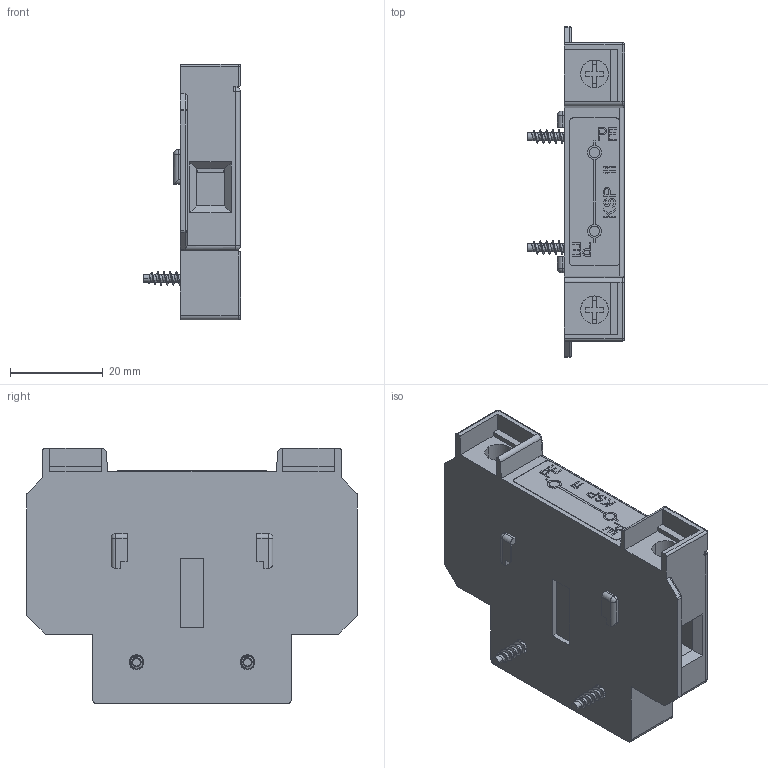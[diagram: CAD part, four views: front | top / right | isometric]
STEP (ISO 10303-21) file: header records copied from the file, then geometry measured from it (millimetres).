
FILE_DESCRIPTION((''),'2;1');
FILE_NAME('KSP11_LIGHT_ASM','2015-06-16T',('kjell_andersson'),(''),'PRO/ENGINEER BY PARAMETRIC TECHNOLOGY CORPORATION, 2013230','PRO/ENGINEER BY PARAMETRIC TECHNOLOGY CORPORATION, 2013230','');
FILE_SCHEMA(('CONFIG_CONTROL_DESIGN'));
Length unit declared in the file: millimetre
Products named in the file (4): KSNXA11E_LIGHT; PT30X12; PEMS45_LIGHT; KSP11_LIGHT_ASM
Assembly tree (4 placements, depth 2):
  KSP11_LIGHT_ASM
    KSNXA11E_LIGHT
    PT30X12  x2
    PEMS45_LIGHT
Bounding box: 21 x 71.5 x 55.3 mm (x, y, z)
Volume: 36511.1 mm3; surface area: 12800.6 mm2
Topology: 4 solids, 4 shells, 528 faces, 1416 edges, 922 vertices
Faces by surface type: plane 390, cylinder 86, bspline 26, sphere 16, torus 10
Entity records: 17316 total; most frequent: CARTESIAN_POINT 5085, ORIENTED_EDGE 2592, DIRECTION 2382, EDGE_CURVE 1296, VECTOR 1072, LINE 1072, VERTEX_POINT 842, AXIS2_PLACEMENT_3D 655
